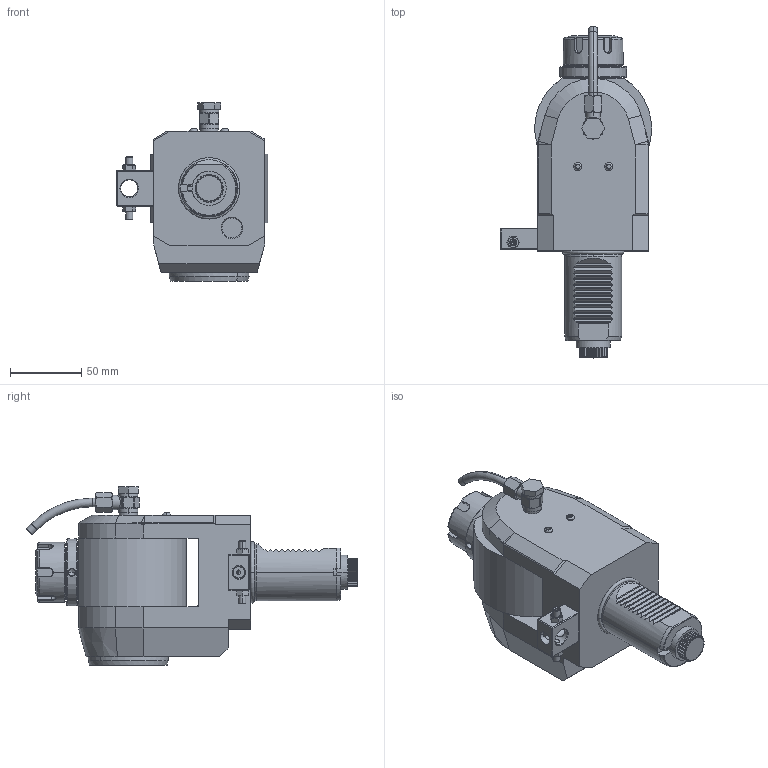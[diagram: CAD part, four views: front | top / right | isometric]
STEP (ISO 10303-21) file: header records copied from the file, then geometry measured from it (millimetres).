
FILE_DESCRIPTION((''),'2;1');
FILE_NAME('NGT1_40_531_25_1_2','2023-05-08T',('vali'),('NOVA GRUP'),'PRO/ENGINEER BY PARAMETRIC TECHNOLOGY CORPORATION, 2010280','PRO/ENGINEER BY PARAMETRIC TECHNOLOGY CORPORATION, 2010280','');
FILE_SCHEMA(('CONFIG_CONTROL_DESIGN'));
Length unit declared in the file: millimetre
Products named in the file (1): NGT1_40_531_25_1_2
Bounding box: 105.99 x 232.67 x 124.9 mm (x, y, z)
Volume: 921498.4 mm3; surface area: 84255 mm2
Topology: 1 solids, 3 shells, 699 faces, 1812 edges, 1129 vertices
Faces by surface type: plane 248, cylinder 235, cone 96, bspline 80, torus 40
Entity records: 31484 total; most frequent: CARTESIAN_POINT 15456, ORIENTED_EDGE 3584, DIRECTION 2947, EDGE_CURVE 1792, VERTEX_POINT 1129, AXIS2_PLACEMENT_3D 1071, VECTOR 805, LINE 805
